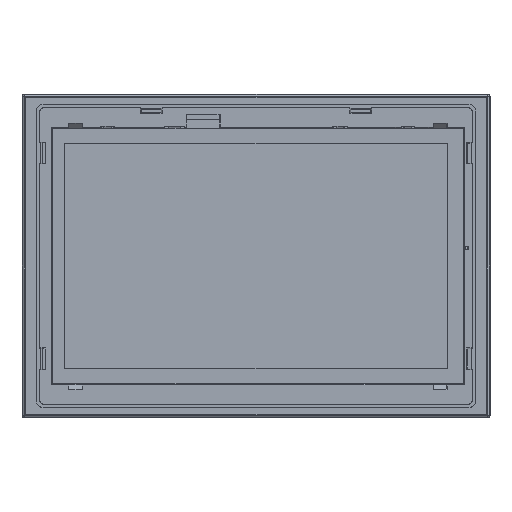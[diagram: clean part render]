
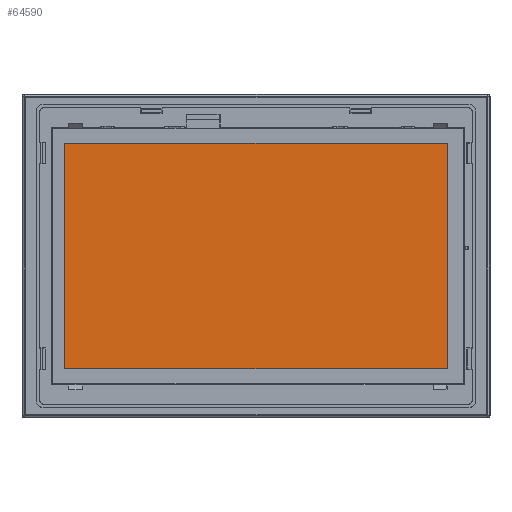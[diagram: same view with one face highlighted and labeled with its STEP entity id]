
A CAD part, top view. The second image highlights one B-rep face of the part: STEP entity #64590.
In plain terms, the highlighted planar face has unit normal (0, 0, 1).
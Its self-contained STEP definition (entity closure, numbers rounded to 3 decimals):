
#53041=CARTESIAN_POINT('Vertex',(-405.79,-345.033,7.679)) ;
#53048=CARTESIAN_POINT('Vertex',(-179.29,-345.033,7.679)) ;
#53051=CARTESIAN_POINT('Line Origine',(-292.54,-345.033,7.679)) ;
#53072=CARTESIAN_POINT('Vertex',(-179.29,-211.533,7.679)) ;
#53075=CARTESIAN_POINT('Line Origine',(-179.29,-278.283,7.679)) ;
#53096=CARTESIAN_POINT('Vertex',(-405.79,-211.533,7.679)) ;
#53099=CARTESIAN_POINT('Line Origine',(-292.54,-211.533,7.679)) ;
#53116=CARTESIAN_POINT('Line Origine',(-405.79,-278.283,7.679)) ;
#64579=CARTESIAN_POINT('Axis2P3D Location',(-0.1,-4.779,7.679)) ;
#53052=DIRECTION('Vector Direction',(-1.,0.,0.)) ;
#53076=DIRECTION('Vector Direction',(0.,1.,0.)) ;
#53100=DIRECTION('Vector Direction',(1.,0.,0.)) ;
#53117=DIRECTION('Vector Direction',(0.,-1.,0.)) ;
#64580=DIRECTION('Axis2P3D Direction',(0.,0.,1.)) ;
#64581=DIRECTION('Axis2P3D XDirection',(1.,0.,0.)) ;
#64582=AXIS2_PLACEMENT_3D('Plane Axis2P3D',#64579,#64580,#64581) ;
#64585=ORIENTED_EDGE('',*,*,#53120,.T.) ;
#64586=ORIENTED_EDGE('',*,*,#53055,.T.) ;
#64587=ORIENTED_EDGE('',*,*,#53079,.T.) ;
#64588=ORIENTED_EDGE('',*,*,#53103,.T.) ;
#53053=VECTOR('Line Direction',#53052,1.) ;
#53077=VECTOR('Line Direction',#53076,1.) ;
#53101=VECTOR('Line Direction',#53100,1.) ;
#53118=VECTOR('Line Direction',#53117,1.) ;
#64590=ADVANCED_FACE('\X2\96F64EF651E04F554F53\X0\',(#64589),#64583,.T.) ;
#53055=EDGE_CURVE('',#53042,#53049,#53054,.F.) ;
#53079=EDGE_CURVE('',#53049,#53073,#53078,.T.) ;
#53103=EDGE_CURVE('',#53073,#53097,#53102,.F.) ;
#53120=EDGE_CURVE('',#53097,#53042,#53119,.T.) ;
#64584=EDGE_LOOP('',(#64585,#64586,#64587,#64588)) ;
#64589=FACE_OUTER_BOUND('',#64584,.T.) ;
#53054=LINE('Line',#53051,#53053) ;
#53078=LINE('Line',#53075,#53077) ;
#53102=LINE('Line',#53099,#53101) ;
#53119=LINE('Line',#53116,#53118) ;
#64583=PLANE('Plane',#64582) ;
#53042=VERTEX_POINT('',#53041) ;
#53049=VERTEX_POINT('',#53048) ;
#53073=VERTEX_POINT('',#53072) ;
#53097=VERTEX_POINT('',#53096) ;
